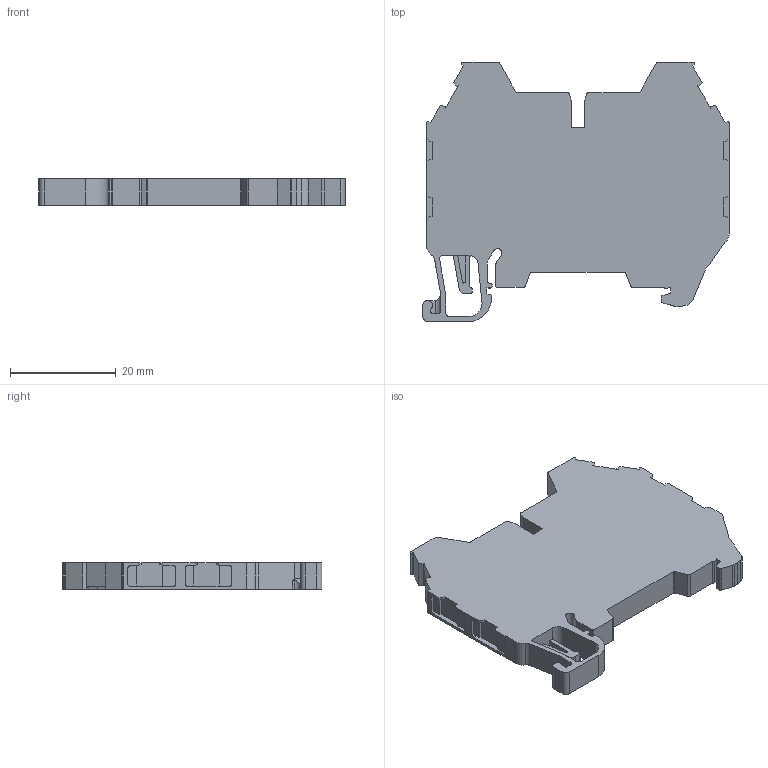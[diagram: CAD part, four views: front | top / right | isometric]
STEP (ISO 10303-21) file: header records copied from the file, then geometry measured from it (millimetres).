
FILE_DESCRIPTION (( 'STEP AP214' ), '1' );
FILE_NAME ('AVK 2.5CC.STP', '2013-07-08T16:37:36', ( 'gurcan' ), ( '' ), 'SwSTEP 2.0', 'SolidWorks 2013', '' );
FILE_SCHEMA (( 'AUTOMOTIVE_DESIGN' ));
Length unit declared in the file: millimetre
Products named in the file (1): AVK 2.5CC
Bounding box: 57.83 x 49.05 x 5 mm (x, y, z)
Volume: 10161 mm3; surface area: 5792.1 mm2
Topology: 1 solids, 1 shells, 296 faces, 866 edges, 576 vertices
Faces by surface type: plane 191, cylinder 105
Entity records: 9871 total; most frequent: CARTESIAN_POINT 1787, ORIENTED_EDGE 1732, DIRECTION 1663, EDGE_CURVE 866, LINE 641, VECTOR 641, VERTEX_POINT 576, AXIS2_PLACEMENT_3D 511
